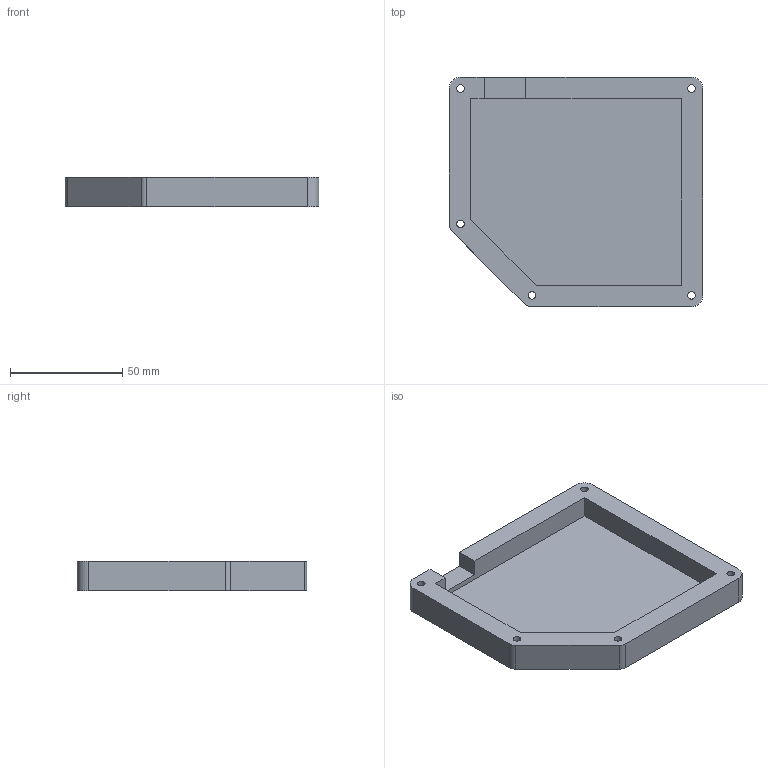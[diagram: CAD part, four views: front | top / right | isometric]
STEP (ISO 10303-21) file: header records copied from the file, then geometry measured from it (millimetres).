
FILE_DESCRIPTION(/* description */ (''),/* implementation_level */ '2;1');
FILE_NAME(/* name */ 'Bottom Case.step',/* time_stamp */ '2025-12-05T22:39:35Z',/* author */ (''),/* organization */ (''),/* preprocessor_version */ 'ST-DEVELOPER v20.1',/* originating_system */ 'Autodesk Translation Framework v14.21.0.0',/* authorisation */ '');
FILE_SCHEMA (('AUTOMOTIVE_DESIGN { 1 0 10303 214 3 1 1 }'));
Length unit declared in the file: millimetre
Products named in the file (2): Keyboard; RP-00
Assembly tree (1 placements, depth 2):
  Keyboard
    RP-00
Bounding box: 112.68 x 101.96 x 13 mm (x, y, z)
Volume: 65540 mm3; surface area: 30954.6 mm2
Topology: 1 solids, 1 shells, 36 faces, 87 edges, 58 vertices
Faces by surface type: plane 21, cylinder 15
Full cylindrical faces by diameter (mm): 3.4 x5, 6.6 x5
Entity records: 1134 total; most frequent: DIRECTION 195, CARTESIAN_POINT 184, ORIENTED_EDGE 174, EDGE_CURVE 87, AXIS2_PLACEMENT_3D 69, VERTEX_POINT 58, LINE 57, VECTOR 57
